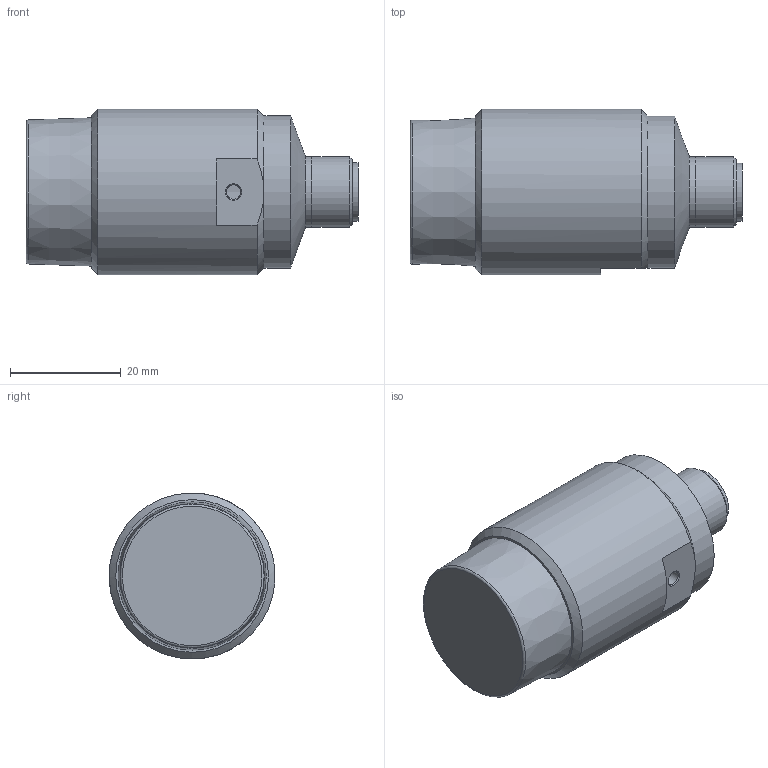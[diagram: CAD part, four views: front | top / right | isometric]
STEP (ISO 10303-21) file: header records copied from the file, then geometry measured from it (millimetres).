
FILE_DESCRIPTION(/* description */ (''),/* implementation_level */ '2;1');
FILE_NAME(/* name */ 'V3T1_4Q_fig',/* time_stamp */ '2017-05-16T09:55:49+02:00',/* author */ ('GDA'),/* organization */ ('MD Microdetectors'),/* preprocessor_version */ 'ST-DEVELOPER v16.7',/* originating_system */ 'DEX',/* authorisation */ $);
FILE_SCHEMA (('AUTOMOTIVE_DESIGN {1 0 10303 214 3 1 1}'));
Length unit declared in the file: millimetre
Products named in the file (1): V3T1_4Q_fig
Bounding box: 60 x 29.95 x 29.99 mm (x, y, z)
Volume: 17335 mm3; surface area: 10166.5 mm2
Topology: 4 solids, 5 shells, 57 faces, 122 edges, 81 vertices
Faces by surface type: plane 24, cylinder 19, cone 13, torus 1
Full cylindrical faces by diameter (mm): 0.98 x3, 1 x3, 2.6 x1, 9.4 x1, 9.5 x1, 9.55 x1, 10.5 x1, 12.7 x2, 23 x1, 26 x1, 27.5 x1, 30 x1
Entity records: 1657 total; most frequent: DIRECTION 237, CARTESIAN_POINT 214, ORIENTED_EDGE 150, AXIS2_PLACEMENT_3D 107, EDGE_LOOP 101, FACE_BOUND 101, EDGE_CURVE 75, VERTEX_POINT 64
